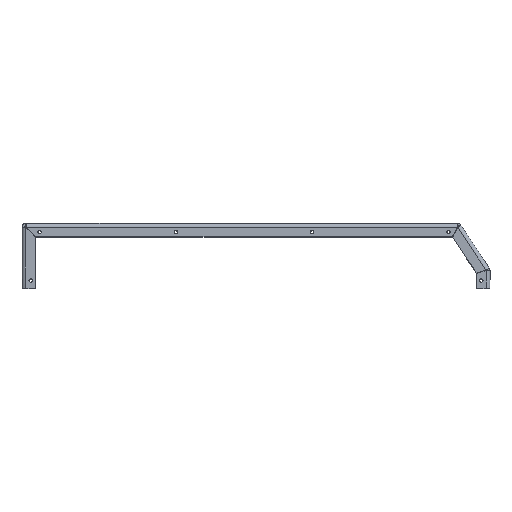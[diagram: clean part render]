
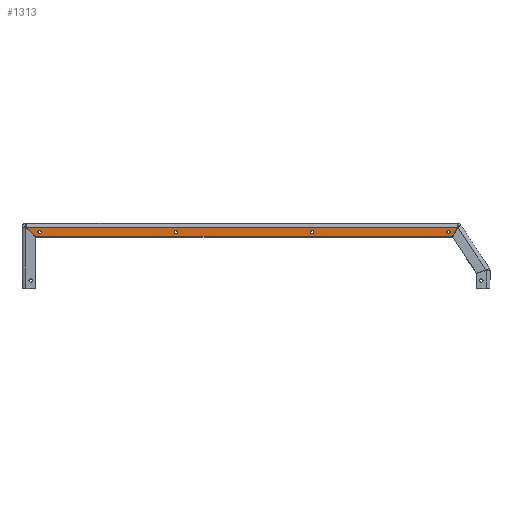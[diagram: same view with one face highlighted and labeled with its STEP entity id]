
A CAD part, top view. The second image highlights one B-rep face of the part: STEP entity #1313.
In plain terms, the highlighted planar face has unit normal (0, 0, 1).
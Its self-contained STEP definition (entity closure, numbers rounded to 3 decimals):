
#130 = CARTESIAN_POINT ( 'NONE',  ( 16.604, 58.5, 4. ) ) ;
#326 = ORIENTED_EDGE ( 'NONE', *, *, #8661, .F. ) ;
#405 = ORIENTED_EDGE ( 'NONE', *, *, #1834, .F. ) ;
#437 = FACE_BOUND ( 'NONE', #9683, .T. ) ;
#490 = AXIS2_PLACEMENT_3D ( 'NONE', #2869, #16675, #11214 ) ;
#666 = LINE ( 'NONE', #9287, #4047 ) ;
#1078 = DIRECTION ( 'NONE',  ( -0.475, -0.88, 0. ) ) ;
#1183 = CIRCLE ( 'NONE', #7710, 1.75 ) ;
#1207 = AXIS2_PLACEMENT_3D ( 'NONE', #4957, #2209, #6161 ) ;
#1265 = EDGE_CURVE ( 'NONE', #4753, #14529, #666, .T. ) ;
#1313 = ADVANCED_FACE ( 'NONE', ( #9490, #2560, #437, #6638, #5799 ), #9111, .F. ) ;
#1738 = DIRECTION ( 'NONE',  ( 1., 0., 0. ) ) ;
#1834 = EDGE_CURVE ( 'NONE', #8997, #6383, #4032, .T. ) ;
#1900 = VERTEX_POINT ( 'NONE', #9698 ) ;
#1916 = DIRECTION ( 'NONE',  ( 1., 0., 0. ) ) ;
#2209 = DIRECTION ( 'NONE',  ( 0., 0., 1. ) ) ;
#2560 = FACE_BOUND ( 'NONE', #16960, .T. ) ;
#2661 = VERTEX_POINT ( 'NONE', #17287 ) ;
#2699 = AXIS2_PLACEMENT_3D ( 'NONE', #6455, #9016, #16086 ) ;
#2845 = CIRCLE ( 'NONE', #12118, 1.75 ) ;
#2869 = CARTESIAN_POINT ( 'NONE',  ( 160.344, 58.5, 4. ) ) ;
#2872 = VERTEX_POINT ( 'NONE', #130 ) ;
#2980 = VECTOR ( 'NONE', #1078, 1000. ) ;
#3020 = VECTOR ( 'NONE', #11397, 1000. ) ;
#3100 = DIRECTION ( 'NONE',  ( 1., 0., 0. ) ) ;
#3789 = EDGE_CURVE ( 'NONE', #11922, #11759, #10808, .T. ) ;
#4032 = CIRCLE ( 'NONE', #7042, 1.75 ) ;
#4047 = VECTOR ( 'NONE', #7694, 1000. ) ;
#4197 = AXIS2_PLACEMENT_3D ( 'NONE', #12601, #10012, #4729 ) ;
#4359 = EDGE_LOOP ( 'NONE', ( #15925, #9823, #326, #15146 ) ) ;
#4372 = EDGE_CURVE ( 'NONE', #6383, #8997, #4694, .T. ) ;
#4637 = CARTESIAN_POINT ( 'NONE',  ( 300.584, 58.5, 4. ) ) ;
#4694 = CIRCLE ( 'NONE', #15007, 1.75 ) ;
#4729 = DIRECTION ( 'NONE',  ( 1., 0., 0. ) ) ;
#4753 = VERTEX_POINT ( 'NONE', #12154 ) ;
#4821 = ORIENTED_EDGE ( 'NONE', *, *, #5545, .F. ) ;
#4957 = CARTESIAN_POINT ( 'NONE',  ( 302.334, 58.5, 4. ) ) ;
#5463 = EDGE_CURVE ( 'NONE', #2872, #1900, #1183, .T. ) ;
#5468 = AXIS2_PLACEMENT_3D ( 'NONE', #11881, #16119, #16252 ) ;
#5545 = EDGE_CURVE ( 'NONE', #1900, #2872, #2845, .T. ) ;
#5799 = FACE_OUTER_BOUND ( 'NONE', #4359, .T. ) ;
#5872 = DIRECTION ( 'NONE',  ( 0., 0., 1. ) ) ;
#5975 = CARTESIAN_POINT ( 'NONE',  ( 14.354, 53.5, 4. ) ) ;
#6161 = DIRECTION ( 'NONE',  ( 1., 0., 0. ) ) ;
#6383 = VERTEX_POINT ( 'NONE', #13641 ) ;
#6430 = CIRCLE ( 'NONE', #4197, 1.75 ) ;
#6455 = CARTESIAN_POINT ( 'NONE',  ( 302.334, 58.5, 4. ) ) ;
#6634 = CARTESIAN_POINT ( 'NONE',  ( 444.324, 58.5, 4. ) ) ;
#6638 = FACE_BOUND ( 'NONE', #9749, .T. ) ;
#6807 = DIRECTION ( 'NONE',  ( 1., 0., 0. ) ) ;
#6994 = EDGE_CURVE ( 'NONE', #14667, #12123, #14283, .T. ) ;
#7042 = AXIS2_PLACEMENT_3D ( 'NONE', #6634, #15126, #6807 ) ;
#7694 = DIRECTION ( 'NONE',  ( 1., 0., 0. ) ) ;
#7710 = AXIS2_PLACEMENT_3D ( 'NONE', #15362, #8475, #1738 ) ;
#8475 = DIRECTION ( 'NONE',  ( 0., 0., 1. ) ) ;
#8629 = EDGE_CURVE ( 'NONE', #2661, #10553, #10788, .T. ) ;
#8661 = EDGE_CURVE ( 'NONE', #14529, #11759, #16200, .T. ) ;
#8997 = VERTEX_POINT ( 'NONE', #13484 ) ;
#9016 = DIRECTION ( 'NONE',  ( 0., 0., 1. ) ) ;
#9111 = PLANE ( 'NONE',  #5468 ) ;
#9287 = CARTESIAN_POINT ( 'NONE',  ( 454., 63.5, 4. ) ) ;
#9490 = FACE_BOUND ( 'NONE', #13204, .T. ) ;
#9683 = EDGE_LOOP ( 'NONE', ( #10874, #12011 ) ) ;
#9698 = CARTESIAN_POINT ( 'NONE',  ( 20.104, 58.5, 4. ) ) ;
#9749 = EDGE_LOOP ( 'NONE', ( #9763, #405 ) ) ;
#9763 = ORIENTED_EDGE ( 'NONE', *, *, #4372, .F. ) ;
#9823 = ORIENTED_EDGE ( 'NONE', *, *, #3789, .T. ) ;
#10012 = DIRECTION ( 'NONE',  ( 0., 0., 1. ) ) ;
#10105 = CARTESIAN_POINT ( 'NONE',  ( 448.324, 53.5, 4. ) ) ;
#10321 = EDGE_CURVE ( 'NONE', #10553, #2661, #11467, .T. ) ;
#10553 = VERTEX_POINT ( 'NONE', #4637 ) ;
#10788 = CIRCLE ( 'NONE', #1207, 1.75 ) ;
#10808 = LINE ( 'NONE', #14294, #3020 ) ;
#10871 = CARTESIAN_POINT ( 'NONE',  ( 453.716, 63.5, 4. ) ) ;
#10874 = ORIENTED_EDGE ( 'NONE', *, *, #8629, .F. ) ;
#11091 = ORIENTED_EDGE ( 'NONE', *, *, #5463, .F. ) ;
#11214 = DIRECTION ( 'NONE',  ( 1., 0., 0. ) ) ;
#11327 = DIRECTION ( 'NONE',  ( 0., 0., 1. ) ) ;
#11397 = DIRECTION ( 'NONE',  ( 1., 0., 0. ) ) ;
#11467 = CIRCLE ( 'NONE', #2699, 1.75 ) ;
#11759 = VERTEX_POINT ( 'NONE', #10105 ) ;
#11815 = ORIENTED_EDGE ( 'NONE', *, *, #12453, .F. ) ;
#11881 = CARTESIAN_POINT ( 'NONE',  ( 0., 0., 4. ) ) ;
#11922 = VERTEX_POINT ( 'NONE', #5975 ) ;
#12011 = ORIENTED_EDGE ( 'NONE', *, *, #10321, .F. ) ;
#12118 = AXIS2_PLACEMENT_3D ( 'NONE', #16902, #5872, #1916 ) ;
#12123 = VERTEX_POINT ( 'NONE', #15810 ) ;
#12154 = CARTESIAN_POINT ( 'NONE',  ( 4.354, 63.5, 4. ) ) ;
#12453 = EDGE_CURVE ( 'NONE', #12123, #14667, #6430, .T. ) ;
#12505 = VECTOR ( 'NONE', #14727, 1000. ) ;
#12601 = CARTESIAN_POINT ( 'NONE',  ( 160.344, 58.5, 4. ) ) ;
#12701 = CARTESIAN_POINT ( 'NONE',  ( 444.324, 58.5, 4. ) ) ;
#12951 = EDGE_CURVE ( 'NONE', #11922, #4753, #13366, .T. ) ;
#13204 = EDGE_LOOP ( 'NONE', ( #4821, #11091 ) ) ;
#13366 = LINE ( 'NONE', #14598, #12505 ) ;
#13400 = CARTESIAN_POINT ( 'NONE',  ( 453.716, 63.5, 4. ) ) ;
#13484 = CARTESIAN_POINT ( 'NONE',  ( 442.574, 58.5, 4. ) ) ;
#13641 = CARTESIAN_POINT ( 'NONE',  ( 446.074, 58.5, 4. ) ) ;
#14283 = CIRCLE ( 'NONE', #490, 1.75 ) ;
#14294 = CARTESIAN_POINT ( 'NONE',  ( 0., 53.5, 4. ) ) ;
#14529 = VERTEX_POINT ( 'NONE', #10871 ) ;
#14598 = CARTESIAN_POINT ( 'NONE',  ( 322.184, -254.331, 4. ) ) ;
#14667 = VERTEX_POINT ( 'NONE', #17146 ) ;
#14727 = DIRECTION ( 'NONE',  ( -0.707, 0.707, 0. ) ) ;
#15007 = AXIS2_PLACEMENT_3D ( 'NONE', #12701, #11327, #3100 ) ;
#15126 = DIRECTION ( 'NONE',  ( 0., 0., 1. ) ) ;
#15146 = ORIENTED_EDGE ( 'NONE', *, *, #1265, .F. ) ;
#15362 = CARTESIAN_POINT ( 'NONE',  ( 18.354, 58.5, 4. ) ) ;
#15810 = CARTESIAN_POINT ( 'NONE',  ( 162.094, 58.5, 4. ) ) ;
#15925 = ORIENTED_EDGE ( 'NONE', *, *, #12951, .F. ) ;
#16086 = DIRECTION ( 'NONE',  ( 1., 0., 0. ) ) ;
#16119 = DIRECTION ( 'NONE',  ( 0., 0., -1. ) ) ;
#16200 = LINE ( 'NONE', #13400, #2980 ) ;
#16252 = DIRECTION ( 'NONE',  ( 0., 1., 0. ) ) ;
#16675 = DIRECTION ( 'NONE',  ( 0., 0., 1. ) ) ;
#16887 = ORIENTED_EDGE ( 'NONE', *, *, #6994, .F. ) ;
#16902 = CARTESIAN_POINT ( 'NONE',  ( 18.354, 58.5, 4. ) ) ;
#16960 = EDGE_LOOP ( 'NONE', ( #11815, #16887 ) ) ;
#17146 = CARTESIAN_POINT ( 'NONE',  ( 158.594, 58.5, 4. ) ) ;
#17287 = CARTESIAN_POINT ( 'NONE',  ( 304.084, 58.5, 4. ) ) ;
